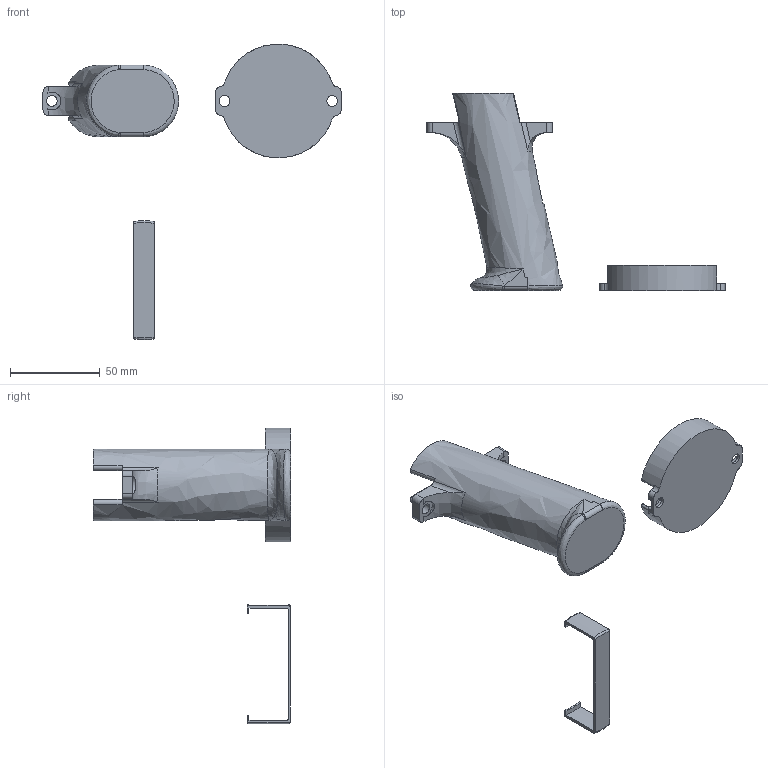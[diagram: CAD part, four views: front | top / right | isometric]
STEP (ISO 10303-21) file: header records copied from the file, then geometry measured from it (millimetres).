
FILE_DESCRIPTION(/* description */ (''),/* implementation_level */ '2;1');
FILE_NAME(/* name */ 'Antenna_handle v8.step',/* time_stamp */ '2019-01-13T23:06:16+01:00',/* author */ ('jmczarny'),/* organization */ (''),/* preprocessor_version */ 'ST-DEVELOPER v17.2',/* originating_system */ 'Autodesk Translation Framework v7.6.0.251',/* authorisation */ '');
FILE_SCHEMA (('AUTOMOTIVE_DESIGN { 1 0 10303 214 3 1 1 }'));
Length unit declared in the file: millimetre
Products named in the file (1): Antenna_handle
Bounding box: 166.36 x 110 x 164.84 mm (x, y, z)
Volume: 164742.3 mm3; surface area: 32199.6 mm2
Topology: 3 solids, 3 shells, 122 faces, 342 edges, 225 vertices
Faces by surface type: cylinder 55, plane 49, bspline 10, torus 8
Full cylindrical faces by diameter (mm): 6 x4
Entity records: 4976 total; most frequent: CARTESIAN_POINT 1800, ORIENTED_EDGE 680, DIRECTION 643, EDGE_CURVE 340, AXIS2_PLACEMENT_3D 243, VERTEX_POINT 225, LINE 157, VECTOR 157
